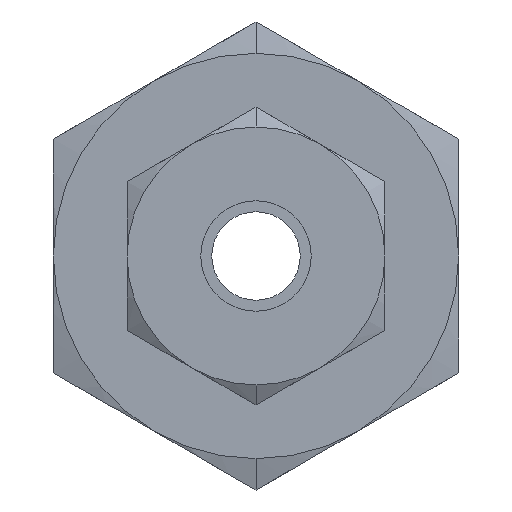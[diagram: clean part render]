
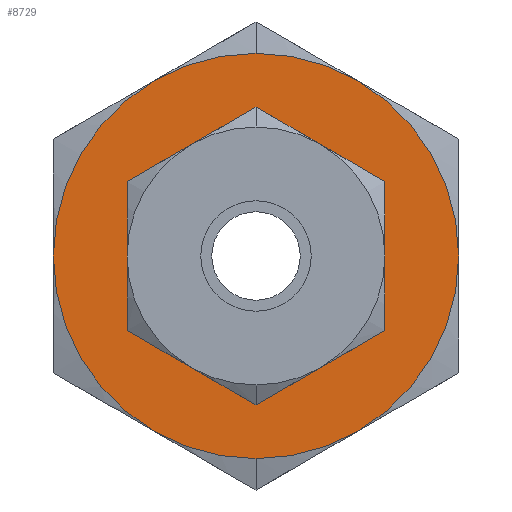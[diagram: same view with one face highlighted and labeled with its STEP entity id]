
A CAD part, left-side view. The second image highlights one B-rep face of the part: STEP entity #8729.
In plain terms, the highlighted planar face has unit normal (-1, 0, 0).
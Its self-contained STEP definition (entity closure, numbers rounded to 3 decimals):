
#9 = CARTESIAN_POINT ( 'NONE',  ( 17.7, 0., 0. ) ) ;
#125 = AXIS2_PLACEMENT_3D ( 'NONE', #9, #4231, #3255 ) ;
#258 = EDGE_LOOP ( 'NONE', ( #7709, #8495, #5015, #8687, #7751, #5935, #917, #5786 ) ) ;
#275 = VERTEX_POINT ( 'NONE', #4831 ) ;
#301 = ORIENTED_EDGE ( 'NONE', *, *, #6508, .T. ) ;
#332 = DIRECTION ( 'NONE',  ( -1., 0., 0. ) ) ;
#364 = VERTEX_POINT ( 'NONE', #2888 ) ;
#377 = EDGE_CURVE ( 'NONE', #6260, #5682, #7416, .T. ) ;
#451 = CARTESIAN_POINT ( 'NONE',  ( 17.7, 0., 0. ) ) ;
#498 = CARTESIAN_POINT ( 'NONE',  ( 17.7, 11., 0. ) ) ;
#648 = CIRCLE ( 'NONE', #2391, 4.801 ) ;
#917 = ORIENTED_EDGE ( 'NONE', *, *, #8860, .T. ) ;
#933 = CIRCLE ( 'NONE', #5996, 11. ) ;
#1222 = CARTESIAN_POINT ( 'NONE',  ( 17.7, 0., 0. ) ) ;
#1272 = VERTEX_POINT ( 'NONE', #5120 ) ;
#1441 = DIRECTION ( 'NONE',  ( -1., 0., 0. ) ) ;
#1562 = DIRECTION ( 'NONE',  ( 1., 0., 0. ) ) ;
#1648 = CARTESIAN_POINT ( 'NONE',  ( 17.7, 0., 0. ) ) ;
#2037 = DIRECTION ( 'NONE',  ( 0., -0.5, -0.866 ) ) ;
#2128 = VERTEX_POINT ( 'NONE', #4038 ) ;
#2215 = CIRCLE ( 'NONE', #3371, 11. ) ;
#2257 = DIRECTION ( 'NONE',  ( -1., 0., 0. ) ) ;
#2386 = DIRECTION ( 'NONE',  ( 0., -0.5, 0.866 ) ) ;
#2391 = AXIS2_PLACEMENT_3D ( 'NONE', #7037, #1562, #8435 ) ;
#2452 = DIRECTION ( 'NONE',  ( 0., 0., -1. ) ) ;
#2462 = AXIS2_PLACEMENT_3D ( 'NONE', #8634, #4614, #2452 ) ;
#2719 = PLANE ( 'NONE',  #5081 ) ;
#2852 = VERTEX_POINT ( 'NONE', #8140 ) ;
#2888 = CARTESIAN_POINT ( 'NONE',  ( 17.7, 0., 11. ) ) ;
#2895 = EDGE_CURVE ( 'NONE', #5682, #2128, #7218, .T. ) ;
#3104 = CIRCLE ( 'NONE', #6280, 11. ) ;
#3255 = DIRECTION ( 'NONE',  ( 0., 0., 1. ) ) ;
#3308 = DIRECTION ( 'NONE',  ( 1., 0., 0. ) ) ;
#3371 = AXIS2_PLACEMENT_3D ( 'NONE', #5956, #6673, #5225 ) ;
#3434 = CARTESIAN_POINT ( 'NONE',  ( 17.7, 5.5, -9.526 ) ) ;
#3843 = EDGE_CURVE ( 'NONE', #7414, #6260, #2215, .T. ) ;
#4038 = CARTESIAN_POINT ( 'NONE',  ( 17.7, -5.5, -9.526 ) ) ;
#4045 = CIRCLE ( 'NONE', #5177, 4.801 ) ;
#4219 = DIRECTION ( 'NONE',  ( 0., -1., 0. ) ) ;
#4231 = DIRECTION ( 'NONE',  ( -1., 0., 0. ) ) ;
#4253 = CARTESIAN_POINT ( 'NONE',  ( 17.7, -11., 0. ) ) ;
#4294 = CARTESIAN_POINT ( 'NONE',  ( 17.7, 0., 0. ) ) ;
#4323 = CARTESIAN_POINT ( 'NONE',  ( 17.7, 0., 0. ) ) ;
#4477 = DIRECTION ( 'NONE',  ( 0., 0., 1. ) ) ;
#4489 = VERTEX_POINT ( 'NONE', #6600 ) ;
#4610 = CIRCLE ( 'NONE', #125, 11. ) ;
#4614 = DIRECTION ( 'NONE',  ( -1., 0., 0. ) ) ;
#4798 = CARTESIAN_POINT ( 'NONE',  ( 17.7, 0., 0. ) ) ;
#4831 = CARTESIAN_POINT ( 'NONE',  ( 17.7, 0., 4.801 ) ) ;
#5000 = DIRECTION ( 'NONE',  ( 0., 0.5, -0.866 ) ) ;
#5015 = ORIENTED_EDGE ( 'NONE', *, *, #6327, .T. ) ;
#5081 = AXIS2_PLACEMENT_3D ( 'NONE', #1222, #3308, #5839 ) ;
#5120 = CARTESIAN_POINT ( 'NONE',  ( 17.7, -5.5, 9.526 ) ) ;
#5177 = AXIS2_PLACEMENT_3D ( 'NONE', #451, #5285, #4477 ) ;
#5225 = DIRECTION ( 'NONE',  ( 0., 1., 0. ) ) ;
#5285 = DIRECTION ( 'NONE',  ( 1., 0., 0. ) ) ;
#5553 = DIRECTION ( 'NONE',  ( -1., 0., 0. ) ) ;
#5682 = VERTEX_POINT ( 'NONE', #7103 ) ;
#5786 = ORIENTED_EDGE ( 'NONE', *, *, #7117, .T. ) ;
#5839 = DIRECTION ( 'NONE',  ( 0., 1., 0. ) ) ;
#5935 = ORIENTED_EDGE ( 'NONE', *, *, #2895, .T. ) ;
#5956 = CARTESIAN_POINT ( 'NONE',  ( 17.7, 0., 0. ) ) ;
#5996 = AXIS2_PLACEMENT_3D ( 'NONE', #4323, #332, #2386 ) ;
#6058 = FACE_OUTER_BOUND ( 'NONE', #258, .T. ) ;
#6232 = AXIS2_PLACEMENT_3D ( 'NONE', #7594, #5553, #2037 ) ;
#6260 = VERTEX_POINT ( 'NONE', #3434 ) ;
#6276 = DIRECTION ( 'NONE',  ( 0., 0.5, 0.866 ) ) ;
#6280 = AXIS2_PLACEMENT_3D ( 'NONE', #1648, #1441, #6276 ) ;
#6327 = EDGE_CURVE ( 'NONE', #2852, #7414, #3104, .T. ) ;
#6508 = EDGE_CURVE ( 'NONE', #4489, #275, #648, .T. ) ;
#6515 = EDGE_CURVE ( 'NONE', #1272, #364, #933, .T. ) ;
#6600 = CARTESIAN_POINT ( 'NONE',  ( 17.7, 0., -4.801 ) ) ;
#6673 = DIRECTION ( 'NONE',  ( -1., 0., 0. ) ) ;
#6690 = FACE_BOUND ( 'NONE', #8638, .T. ) ;
#7037 = CARTESIAN_POINT ( 'NONE',  ( 17.7, 0., 0. ) ) ;
#7103 = CARTESIAN_POINT ( 'NONE',  ( 17.7, 0., -11. ) ) ;
#7117 = EDGE_CURVE ( 'NONE', #8888, #1272, #8164, .T. ) ;
#7218 = CIRCLE ( 'NONE', #2462, 11. ) ;
#7401 = EDGE_CURVE ( 'NONE', #275, #4489, #4045, .T. ) ;
#7414 = VERTEX_POINT ( 'NONE', #498 ) ;
#7416 = CIRCLE ( 'NONE', #8559, 11. ) ;
#7546 = ORIENTED_EDGE ( 'NONE', *, *, #7401, .T. ) ;
#7594 = CARTESIAN_POINT ( 'NONE',  ( 17.7, 0., 0. ) ) ;
#7709 = ORIENTED_EDGE ( 'NONE', *, *, #6515, .T. ) ;
#7751 = ORIENTED_EDGE ( 'NONE', *, *, #377, .T. ) ;
#7787 = EDGE_CURVE ( 'NONE', #364, #2852, #4610, .T. ) ;
#8134 = CIRCLE ( 'NONE', #6232, 11. ) ;
#8140 = CARTESIAN_POINT ( 'NONE',  ( 17.7, 5.5, 9.526 ) ) ;
#8164 = CIRCLE ( 'NONE', #8453, 11. ) ;
#8323 = DIRECTION ( 'NONE',  ( -1., 0., 0. ) ) ;
#8435 = DIRECTION ( 'NONE',  ( 0., 0., -1. ) ) ;
#8453 = AXIS2_PLACEMENT_3D ( 'NONE', #4798, #8323, #4219 ) ;
#8495 = ORIENTED_EDGE ( 'NONE', *, *, #7787, .T. ) ;
#8559 = AXIS2_PLACEMENT_3D ( 'NONE', #4294, #2257, #5000 ) ;
#8634 = CARTESIAN_POINT ( 'NONE',  ( 17.7, 0., 0. ) ) ;
#8638 = EDGE_LOOP ( 'NONE', ( #301, #7546 ) ) ;
#8687 = ORIENTED_EDGE ( 'NONE', *, *, #3843, .T. ) ;
#8729 = ADVANCED_FACE ( 'NONE', ( #6690, #6058 ), #2719, .F. ) ;
#8860 = EDGE_CURVE ( 'NONE', #2128, #8888, #8134, .T. ) ;
#8888 = VERTEX_POINT ( 'NONE', #4253 ) ;
